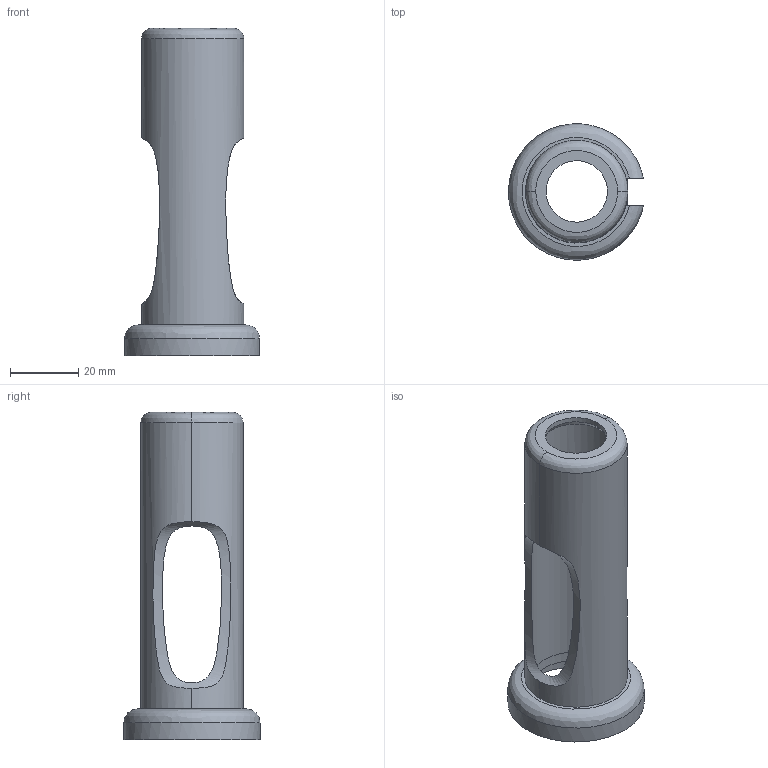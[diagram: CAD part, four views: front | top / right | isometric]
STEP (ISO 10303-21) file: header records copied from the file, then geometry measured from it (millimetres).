
FILE_DESCRIPTION(/* description */ (''),/* implementation_level */ '2;1');
FILE_NAME(/* name */ 'STE38B6',/* time_stamp */ '2023-06-14T06:57:39+08:00',/* author */ (''),/* organization */ (''),/* preprocessor_version */ 'ST-DEVELOPER v16.5',/* originating_system */ '',/* authorisation */ '');
FILE_SCHEMA (('CONFIG_CONTROL_DESIGN'));
Length unit declared in the file: millimetre
Products named in the file (1): Document
Bounding box: 39.6 x 39.98 x 96 mm (x, y, z)
Volume: 15237.3 mm3; surface area: 15755.8 mm2
Topology: 1 solids, 1 shells, 26 faces, 66 edges, 40 vertices
Faces by surface type: cylinder 10, bspline 9, plane 7
Entity records: 1343 total; most frequent: CARTESIAN_POINT 842, ORIENTED_EDGE 132, EDGE_CURVE 66, VERTEX_POINT 40, B_SPLINE_CURVE_WITH_KNOTS 32, EDGE_LOOP 30, ADVANCED_FACE 26, FACE_OUTER_BOUND 26
